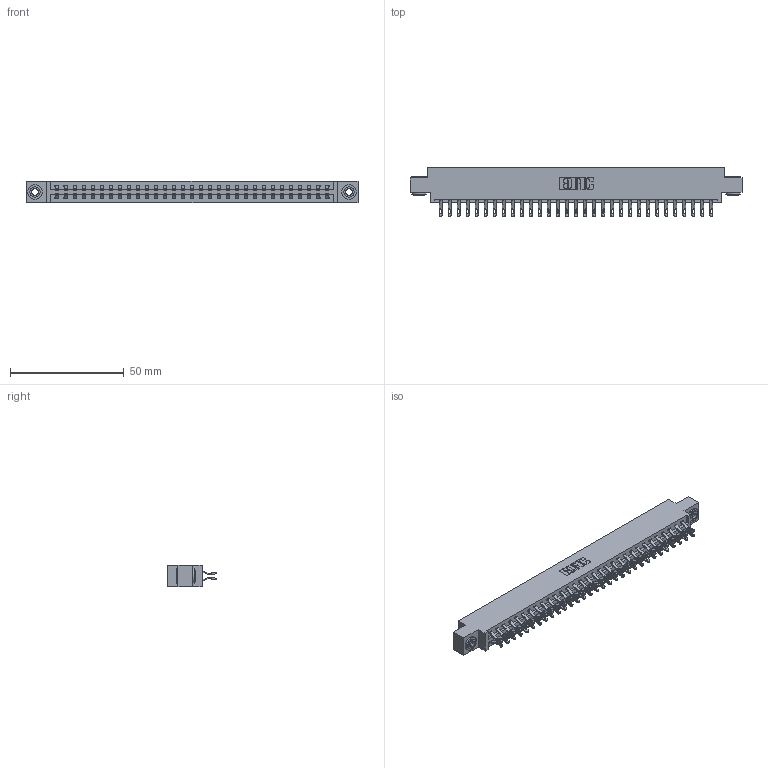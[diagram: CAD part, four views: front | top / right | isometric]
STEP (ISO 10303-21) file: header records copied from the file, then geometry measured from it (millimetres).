
FILE_DESCRIPTION (( 'STEP AP203' ), '1' );
FILE_NAME ('337-062-555-803.STEP', '2018-08-11T04:36:57', ( '' ), ( '' ), 'SwSTEP 2.0', 'SolidWorks 2016', '' );
FILE_SCHEMA (( 'CONFIG_CONTROL_DESIGN' ));
Length unit declared in the file: inch
Products named in the file (4): 337-062-555-803; 337 Part_0.170 Offset - 0.156 Dia-TH; 345-292-001_555 Tail; 345-250-002_345-250-002-102
Assembly tree (65 placements, depth 2):
  337-062-555-803
    337 Part_0.170 Offset - 0.156 Dia-TH
    345-292-001_555 Tail  x62
    345-250-002_345-250-002-102  x2
Bounding box: 145.85 x 21.47 x 9.4 mm (x, y, z)
Volume: 15305.8 mm3; surface area: 18206.3 mm2
Topology: 65 solids, 65 shells, 3876 faces, 12117 edges, 8074 vertices
Faces by surface type: plane 2316, cylinder 1552, cone 8
Entity records: 26566 total; most frequent: CARTESIAN_POINT 4495, ORIENTED_EDGE 4394, DIRECTION 3847, EDGE_CURVE 2197, LINE 2025, VECTOR 2025, VERTEX_POINT 1462, AXIS2_PLACEMENT_3D 911
